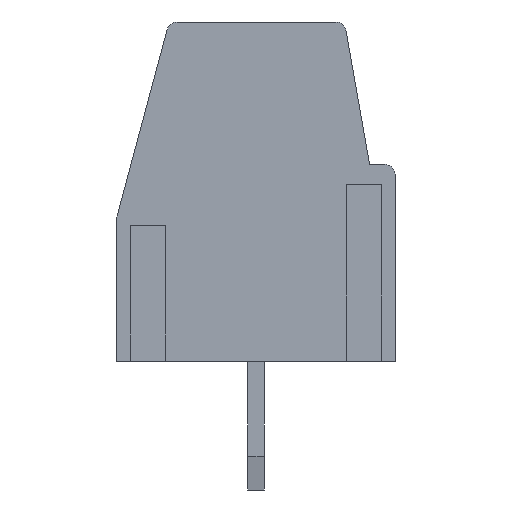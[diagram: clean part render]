
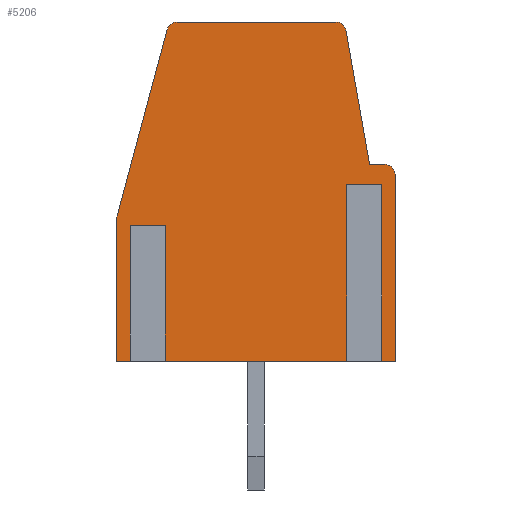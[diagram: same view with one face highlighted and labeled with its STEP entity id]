
A CAD part, left-side view. The second image highlights one B-rep face of the part: STEP entity #5206.
In plain terms, the highlighted planar face has unit normal (-1, 0, 0).
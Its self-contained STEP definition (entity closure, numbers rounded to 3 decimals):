
#2699 = EDGE_CURVE('',#2700,#2702,#2704,.T.);
#2700 = VERTEX_POINT('',#2701);
#2701 = CARTESIAN_POINT('',(-30.479,2.336,10.014));
#2702 = VERTEX_POINT('',#2703);
#2703 = CARTESIAN_POINT('',(-30.479,-2.351,10.014));
#2704 = LINE('',#2705,#2706);
#2705 = CARTESIAN_POINT('',(-30.479,-4.093,10.014));
#2706 = VECTOR('',#2707,1.);
#2707 = DIRECTION('',(0.,-1.,0.));
#5206 = ADVANCED_FACE('',(#5207),#5347,.F.);
#5207 = FACE_BOUND('',#5208,.T.);
#5208 = EDGE_LOOP('',(#5209,#5219,#5227,#5235,#5243,#5251,#5260,#5268,
    #5276,#5283,#5284,#5293,#5301,#5309,#5317,#5325,#5333,#5341));
#5209 = ORIENTED_EDGE('',*,*,#5210,.F.);
#5210 = EDGE_CURVE('',#5211,#5213,#5215,.T.);
#5211 = VERTEX_POINT('',#5212);
#5212 = CARTESIAN_POINT('',(-30.479,-2.881,5.214));
#5213 = VERTEX_POINT('',#5214);
#5214 = CARTESIAN_POINT('',(-30.479,-2.881,0.014));
#5215 = LINE('',#5216,#5217);
#5216 = CARTESIAN_POINT('',(-30.479,-2.881,5.814));
#5217 = VECTOR('',#5218,1.);
#5218 = DIRECTION('',(0.,0.,-1.));
#5219 = ORIENTED_EDGE('',*,*,#5220,.F.);
#5220 = EDGE_CURVE('',#5221,#5211,#5223,.T.);
#5221 = VERTEX_POINT('',#5222);
#5222 = CARTESIAN_POINT('',(-30.479,-3.481,5.214));
#5223 = LINE('',#5224,#5225);
#5224 = CARTESIAN_POINT('',(-30.479,-4.093,5.214));
#5225 = VECTOR('',#5226,1.);
#5226 = DIRECTION('',(0.,1.,0.));
#5227 = ORIENTED_EDGE('',*,*,#5228,.F.);
#5228 = EDGE_CURVE('',#5229,#5221,#5231,.T.);
#5229 = VERTEX_POINT('',#5230);
#5230 = CARTESIAN_POINT('',(-30.479,-3.481,0.014));
#5231 = LINE('',#5232,#5233);
#5232 = CARTESIAN_POINT('',(-30.479,-3.481,5.814));
#5233 = VECTOR('',#5234,1.);
#5234 = DIRECTION('',(0.,0.,1.));
#5235 = ORIENTED_EDGE('',*,*,#5236,.F.);
#5236 = EDGE_CURVE('',#5237,#5229,#5239,.T.);
#5237 = VERTEX_POINT('',#5238);
#5238 = CARTESIAN_POINT('',(-30.479,-4.093,0.014));
#5239 = LINE('',#5240,#5241);
#5240 = CARTESIAN_POINT('',(-30.479,-4.093,0.014));
#5241 = VECTOR('',#5242,1.);
#5242 = DIRECTION('',(0.,1.,0.));
#5243 = ORIENTED_EDGE('',*,*,#5244,.F.);
#5244 = EDGE_CURVE('',#5245,#5237,#5247,.T.);
#5245 = VERTEX_POINT('',#5246);
#5246 = CARTESIAN_POINT('',(-30.479,-4.093,5.514));
#5247 = LINE('',#5248,#5249);
#5248 = CARTESIAN_POINT('',(-30.479,-4.093,5.814));
#5249 = VECTOR('',#5250,1.);
#5250 = DIRECTION('',(0.,0.,-1.));
#5251 = ORIENTED_EDGE('',*,*,#5252,.F.);
#5252 = EDGE_CURVE('',#5253,#5245,#5255,.T.);
#5253 = VERTEX_POINT('',#5254);
#5254 = CARTESIAN_POINT('',(-30.479,-3.793,5.814));
#5255 = CIRCLE('',#5256,0.3);
#5256 = AXIS2_PLACEMENT_3D('',#5257,#5258,#5259);
#5257 = CARTESIAN_POINT('',(-30.479,-3.793,5.514));
#5258 = DIRECTION('',(1.,0.,0.));
#5259 = DIRECTION('',(0.,1.,0.));
#5260 = ORIENTED_EDGE('',*,*,#5261,.F.);
#5261 = EDGE_CURVE('',#5262,#5253,#5264,.T.);
#5262 = VERTEX_POINT('',#5263);
#5263 = CARTESIAN_POINT('',(-30.479,-3.343,5.814));
#5264 = LINE('',#5265,#5266);
#5265 = CARTESIAN_POINT('',(-30.479,-3.343,5.814));
#5266 = VECTOR('',#5267,1.);
#5267 = DIRECTION('',(0.,-1.,0.));
#5268 = ORIENTED_EDGE('',*,*,#5269,.F.);
#5269 = EDGE_CURVE('',#5270,#5262,#5272,.T.);
#5270 = VERTEX_POINT('',#5271);
#5271 = CARTESIAN_POINT('',(-30.479,-2.646,9.766));
#5272 = LINE('',#5273,#5274);
#5273 = CARTESIAN_POINT('',(-30.479,-2.646,9.766));
#5274 = VECTOR('',#5275,1.);
#5275 = DIRECTION('',(0.,-0.174,-0.985));
#5276 = ORIENTED_EDGE('',*,*,#5277,.F.);
#5277 = EDGE_CURVE('',#2702,#5270,#5278,.T.);
#5278 = CIRCLE('',#5279,0.3);
#5279 = AXIS2_PLACEMENT_3D('',#5280,#5281,#5282);
#5280 = CARTESIAN_POINT('',(-30.479,-2.351,9.714));
#5281 = DIRECTION('',(1.,0.,0.));
#5282 = DIRECTION('',(0.,1.,0.));
#5283 = ORIENTED_EDGE('',*,*,#2699,.F.);
#5284 = ORIENTED_EDGE('',*,*,#5285,.F.);
#5285 = EDGE_CURVE('',#5286,#2700,#5288,.T.);
#5286 = VERTEX_POINT('',#5287);
#5287 = CARTESIAN_POINT('',(-30.479,2.626,9.792));
#5288 = CIRCLE('',#5289,0.3);
#5289 = AXIS2_PLACEMENT_3D('',#5290,#5291,#5292);
#5290 = CARTESIAN_POINT('',(-30.479,2.336,9.714));
#5291 = DIRECTION('',(1.,0.,0.));
#5292 = DIRECTION('',(0.,1.,0.));
#5293 = ORIENTED_EDGE('',*,*,#5294,.F.);
#5294 = EDGE_CURVE('',#5295,#5286,#5297,.T.);
#5295 = VERTEX_POINT('',#5296);
#5296 = CARTESIAN_POINT('',(-30.479,4.107,4.264));
#5297 = LINE('',#5298,#5299);
#5298 = CARTESIAN_POINT('',(-30.479,4.107,4.264));
#5299 = VECTOR('',#5300,1.);
#5300 = DIRECTION('',(0.,-0.259,0.966));
#5301 = ORIENTED_EDGE('',*,*,#5302,.F.);
#5302 = EDGE_CURVE('',#5303,#5295,#5305,.T.);
#5303 = VERTEX_POINT('',#5304);
#5304 = CARTESIAN_POINT('',(-30.479,4.107,0.014));
#5305 = LINE('',#5306,#5307);
#5306 = CARTESIAN_POINT('',(-30.479,4.107,0.014));
#5307 = VECTOR('',#5308,1.);
#5308 = DIRECTION('',(0.,0.,1.));
#5309 = ORIENTED_EDGE('',*,*,#5310,.F.);
#5310 = EDGE_CURVE('',#5311,#5303,#5313,.T.);
#5311 = VERTEX_POINT('',#5312);
#5312 = CARTESIAN_POINT('',(-30.479,3.494,0.014));
#5313 = LINE('',#5314,#5315);
#5314 = CARTESIAN_POINT('',(-30.479,-4.093,0.014));
#5315 = VECTOR('',#5316,1.);
#5316 = DIRECTION('',(0.,1.,0.));
#5317 = ORIENTED_EDGE('',*,*,#5318,.F.);
#5318 = EDGE_CURVE('',#5319,#5311,#5321,.T.);
#5319 = VERTEX_POINT('',#5320);
#5320 = CARTESIAN_POINT('',(-30.479,3.494,4.014));
#5321 = LINE('',#5322,#5323);
#5322 = CARTESIAN_POINT('',(-30.479,3.494,5.814));
#5323 = VECTOR('',#5324,1.);
#5324 = DIRECTION('',(0.,0.,-1.));
#5325 = ORIENTED_EDGE('',*,*,#5326,.F.);
#5326 = EDGE_CURVE('',#5327,#5319,#5329,.T.);
#5327 = VERTEX_POINT('',#5328);
#5328 = CARTESIAN_POINT('',(-30.479,2.894,4.014));
#5329 = LINE('',#5330,#5331);
#5330 = CARTESIAN_POINT('',(-30.479,-4.093,4.014));
#5331 = VECTOR('',#5332,1.);
#5332 = DIRECTION('',(0.,1.,0.));
#5333 = ORIENTED_EDGE('',*,*,#5334,.F.);
#5334 = EDGE_CURVE('',#5335,#5327,#5337,.T.);
#5335 = VERTEX_POINT('',#5336);
#5336 = CARTESIAN_POINT('',(-30.479,2.894,0.014));
#5337 = LINE('',#5338,#5339);
#5338 = CARTESIAN_POINT('',(-30.479,2.894,5.814));
#5339 = VECTOR('',#5340,1.);
#5340 = DIRECTION('',(0.,0.,1.));
#5341 = ORIENTED_EDGE('',*,*,#5342,.F.);
#5342 = EDGE_CURVE('',#5213,#5335,#5343,.T.);
#5343 = LINE('',#5344,#5345);
#5344 = CARTESIAN_POINT('',(-30.479,-4.093,0.014));
#5345 = VECTOR('',#5346,1.);
#5346 = DIRECTION('',(0.,1.,0.));
#5347 = PLANE('',#5348);
#5348 = AXIS2_PLACEMENT_3D('',#5349,#5350,#5351);
#5349 = CARTESIAN_POINT('',(-30.479,-4.093,5.814));
#5350 = DIRECTION('',(1.,0.,0.));
#5351 = DIRECTION('',(0.,1.,0.));
